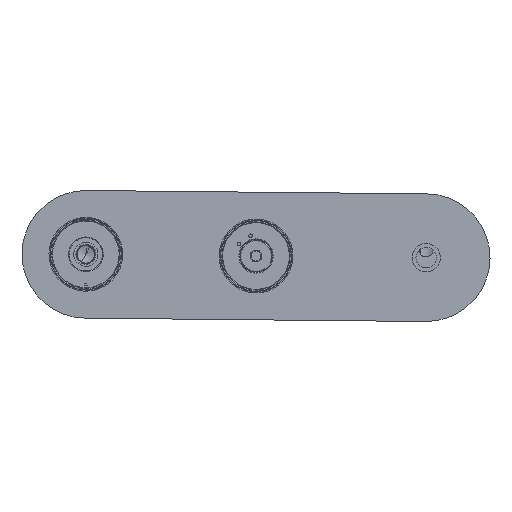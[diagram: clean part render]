
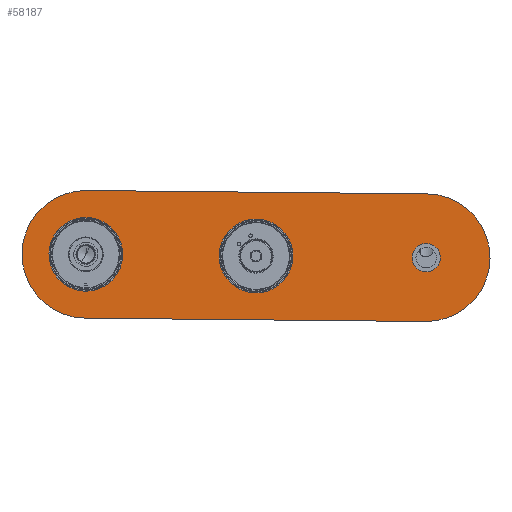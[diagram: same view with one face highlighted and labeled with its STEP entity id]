
A CAD part, front view. The second image highlights one B-rep face of the part: STEP entity #58187.
In plain terms, the highlighted planar face has unit normal (0, -1, 0).
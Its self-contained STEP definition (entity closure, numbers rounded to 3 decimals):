
#57861=AXIS2_PLACEMENT_3D('Circle Axis2P3D',#57859,#57860,$) ;
#57972=AXIS2_PLACEMENT_3D('Circle Axis2P3D',#57970,#57971,$) ;
#57996=AXIS2_PLACEMENT_3D('Circle Axis2P3D',#57994,#57995,$) ;
#58044=AXIS2_PLACEMENT_3D('Circle Axis2P3D',#58042,#58043,$) ;
#58092=AXIS2_PLACEMENT_3D('Circle Axis2P3D',#58090,#58091,$) ;
#58111=AXIS2_PLACEMENT_3D('Circle Axis2P3D',#58109,#58110,$) ;
#58135=AXIS2_PLACEMENT_3D('Circle Axis2P3D',#58133,#58134,$) ;
#58154=AXIS2_PLACEMENT_3D('Circle Axis2P3D',#58152,#58153,$) ;
#58167=AXIS2_PLACEMENT_3D('Plane Axis2P3D',#58164,#58165,#58166) ;
#57854=CARTESIAN_POINT('Vertex',(-22.817,0.,-12.465)) ;
#57859=CARTESIAN_POINT('Axis2P3D Location',(0.,0.,0.)) ;
#57863=CARTESIAN_POINT('Vertex',(22.817,0.,12.465)) ;
#57970=CARTESIAN_POINT('Axis2P3D Location',(0.,0.,0.)) ;
#57991=CARTESIAN_POINT('Vertex',(120.,0.,45.)) ;
#57994=CARTESIAN_POINT('Axis2P3D Location',(120.,0.,0.)) ;
#57998=CARTESIAN_POINT('Vertex',(120.,0.,-45.)) ;
#58018=CARTESIAN_POINT('Line Origine',(0.,0.,-45.)) ;
#58022=CARTESIAN_POINT('Vertex',(-120.,0.,-45.)) ;
#58042=CARTESIAN_POINT('Axis2P3D Location',(-120.,0.,0.)) ;
#58046=CARTESIAN_POINT('Vertex',(-120.,0.,45.)) ;
#58066=CARTESIAN_POINT('Line Origine',(0.,0.,45.)) ;
#58087=CARTESIAN_POINT('Vertex',(111.224,0.,-4.794)) ;
#58090=CARTESIAN_POINT('Axis2P3D Location',(120.,0.,0.)) ;
#58094=CARTESIAN_POINT('Vertex',(128.776,0.,4.794)) ;
#58109=CARTESIAN_POINT('Axis2P3D Location',(120.,0.,0.)) ;
#58130=CARTESIAN_POINT('Vertex',(-142.817,0.,-12.465)) ;
#58133=CARTESIAN_POINT('Axis2P3D Location',(-120.,0.,0.)) ;
#58137=CARTESIAN_POINT('Vertex',(-97.183,0.,12.465)) ;
#58152=CARTESIAN_POINT('Axis2P3D Location',(-120.,0.,0.)) ;
#58164=CARTESIAN_POINT('Axis2P3D Location',(0.,0.,0.)) ;
#57860=DIRECTION('Axis2P3D Direction',(0.,-1.,0.)) ;
#57971=DIRECTION('Axis2P3D Direction',(0.,-1.,0.)) ;
#57995=DIRECTION('Axis2P3D Direction',(0.,1.,-0.)) ;
#58019=DIRECTION('Vector Direction',(1.,0.,0.)) ;
#58043=DIRECTION('Axis2P3D Direction',(0.,1.,-0.)) ;
#58067=DIRECTION('Vector Direction',(-1.,0.,0.)) ;
#58091=DIRECTION('Axis2P3D Direction',(0.,-1.,0.)) ;
#58110=DIRECTION('Axis2P3D Direction',(0.,-1.,0.)) ;
#58134=DIRECTION('Axis2P3D Direction',(0.,-1.,0.)) ;
#58153=DIRECTION('Axis2P3D Direction',(0.,-1.,0.)) ;
#58165=DIRECTION('Axis2P3D Direction',(0.,1.,-0.)) ;
#58166=DIRECTION('Axis2P3D XDirection',(-1.,0.,0.)) ;
#58020=VECTOR('Line Direction',#58019,1.) ;
#58068=VECTOR('Line Direction',#58067,1.) ;
#58170=ORIENTED_EDGE('',*,*,#58070,.F.) ;
#58171=ORIENTED_EDGE('',*,*,#58048,.F.) ;
#58172=ORIENTED_EDGE('',*,*,#58024,.F.) ;
#58173=ORIENTED_EDGE('',*,*,#58000,.F.) ;
#58176=ORIENTED_EDGE('',*,*,#57865,.T.) ;
#58177=ORIENTED_EDGE('',*,*,#57974,.T.) ;
#58180=ORIENTED_EDGE('',*,*,#58139,.T.) ;
#58181=ORIENTED_EDGE('',*,*,#58156,.T.) ;
#58184=ORIENTED_EDGE('',*,*,#58096,.T.) ;
#58185=ORIENTED_EDGE('',*,*,#58113,.T.) ;
#58178=FACE_BOUND('',#58175,.T.) ;
#58182=FACE_BOUND('',#58179,.T.) ;
#58186=FACE_BOUND('',#58183,.T.) ;
#58187=ADVANCED_FACE('PartBody',(#58174,#58178,#58182,#58186),#58168,.F.) ;
#57862=CIRCLE('generated circle',#57861,26.) ;
#57973=CIRCLE('generated circle',#57972,26.) ;
#57997=CIRCLE('generated circle',#57996,45.) ;
#58045=CIRCLE('generated circle',#58044,45.) ;
#58093=CIRCLE('generated circle',#58092,10.) ;
#58112=CIRCLE('generated circle',#58111,10.) ;
#58136=CIRCLE('generated circle',#58135,26.) ;
#58155=CIRCLE('generated circle',#58154,26.) ;
#57865=EDGE_CURVE('',#57864,#57855,#57862,.F.) ;
#57974=EDGE_CURVE('',#57855,#57864,#57973,.F.) ;
#58000=EDGE_CURVE('',#57992,#57999,#57997,.T.) ;
#58024=EDGE_CURVE('',#57999,#58023,#58021,.F.) ;
#58048=EDGE_CURVE('',#58023,#58047,#58045,.T.) ;
#58070=EDGE_CURVE('',#58047,#57992,#58069,.F.) ;
#58096=EDGE_CURVE('',#58095,#58088,#58093,.F.) ;
#58113=EDGE_CURVE('',#58088,#58095,#58112,.F.) ;
#58139=EDGE_CURVE('',#58138,#58131,#58136,.F.) ;
#58156=EDGE_CURVE('',#58131,#58138,#58155,.F.) ;
#58169=EDGE_LOOP('',(#58170,#58171,#58172,#58173)) ;
#58175=EDGE_LOOP('',(#58176,#58177)) ;
#58179=EDGE_LOOP('',(#58180,#58181)) ;
#58183=EDGE_LOOP('',(#58184,#58185)) ;
#58174=FACE_OUTER_BOUND('',#58169,.T.) ;
#58021=LINE('Line',#58018,#58020) ;
#58069=LINE('Line',#58066,#58068) ;
#58168=PLANE('',#58167) ;
#57855=VERTEX_POINT('',#57854) ;
#57864=VERTEX_POINT('',#57863) ;
#57992=VERTEX_POINT('',#57991) ;
#57999=VERTEX_POINT('',#57998) ;
#58023=VERTEX_POINT('',#58022) ;
#58047=VERTEX_POINT('',#58046) ;
#58088=VERTEX_POINT('',#58087) ;
#58095=VERTEX_POINT('',#58094) ;
#58131=VERTEX_POINT('',#58130) ;
#58138=VERTEX_POINT('',#58137) ;
